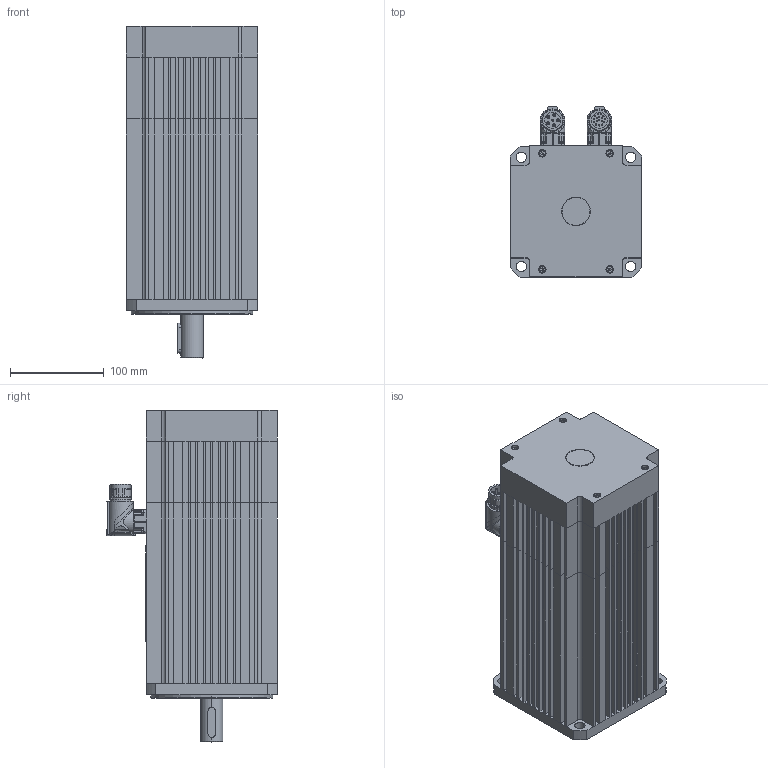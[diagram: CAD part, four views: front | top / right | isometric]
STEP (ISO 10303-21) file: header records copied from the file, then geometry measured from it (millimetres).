
FILE_DESCRIPTION((''),'2;1');
FILE_NAME('FP-1714 + Encoder Sick Stegmann SRS-SRM 50 + Fre Keb 07-18.stp','2012-09-14T08:30:52',('arodrigo'),(''),'Autodesk Inventor 9','Autodesk Inventor 9','');
FILE_SCHEMA(('AUTOMOTIVE_DESIGN { 1 0 10303 214 1 1 1 1 }'));
Length unit declared in the file: millimetre
Products named in the file (1): Pieza1
Bounding box: 140 x 182.15 x 354.4 mm (x, y, z)
Volume: 3321097.1 mm3; surface area: 498573.8 mm2
Topology: 27 solids, 35 shells, 1584 faces, 4069 edges, 2456 vertices
Faces by surface type: plane 740, cylinder 464, bspline 166, cone 96, sphere 62, torus 56
Entity records: 48871 total; most frequent: CARTESIAN_POINT 11508, DIRECTION 7873, ORIENTED_EDGE 7776, EDGE_CURVE 3888, AXIS2_PLACEMENT_3D 2915, VERTEX_POINT 2440, VECTOR 2043, LINE 2043
